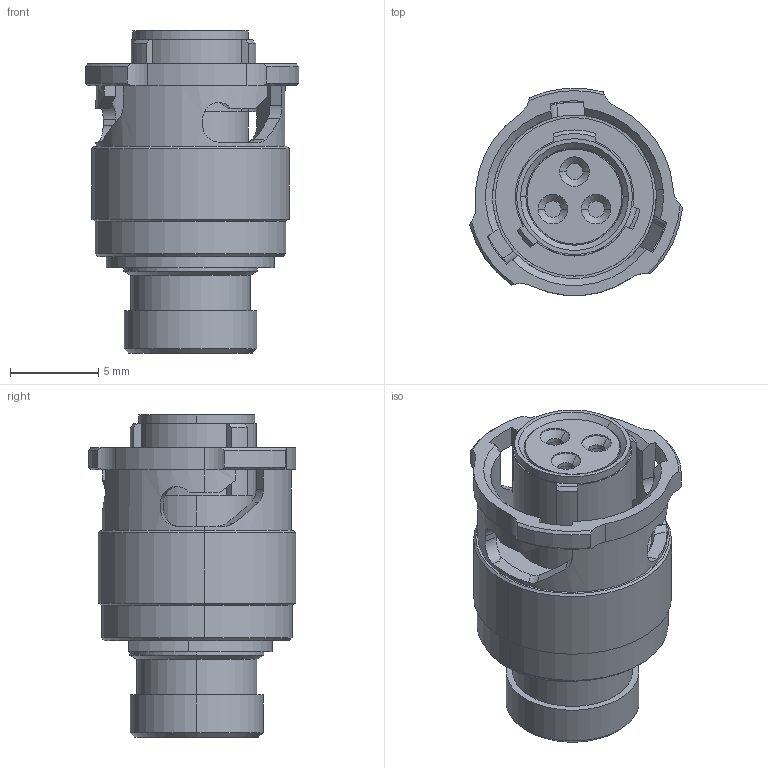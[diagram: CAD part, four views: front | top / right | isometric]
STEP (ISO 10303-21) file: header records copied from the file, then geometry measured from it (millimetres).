
FILE_DESCRIPTION (( 'STEP AP214' ), '1' );
FILE_NAME ('ASU603-03SB-HE.STEP', '2018-08-17T09:03:38', ( 'TE Connectivity' ), ( 'TE Connectivity' ), 'SwSTEP 2.0', 'SolidWorks 2016', '' );
FILE_SCHEMA (( 'AUTOMOTIVE_DESIGN' ));
Length unit declared in the file: millimetre
Products named in the file (1): ASU603-03SB-HE
Bounding box: 12.12 x 11.76 x 18.3 mm (x, y, z)
Volume: 924.6 mm3; surface area: 2508.7 mm2
Topology: 8 solids, 8 shells, 322 faces, 801 edges, 505 vertices
Faces by surface type: cylinder 155, plane 88, cone 53, torus 26
Entity records: 13475 total; most frequent: CARTESIAN_POINT 1908, DIRECTION 1773, ORIENTED_EDGE 1602, EDGE_CURVE 801, AXIS2_PLACEMENT_3D 712, VERTEX_POINT 505, CIRCLE 389, EDGE_LOOP 362
